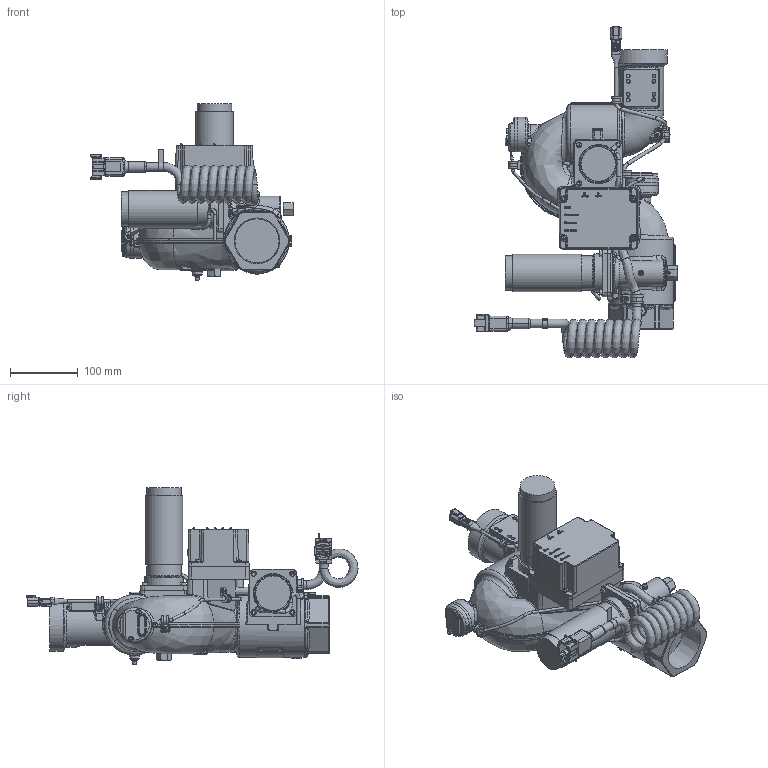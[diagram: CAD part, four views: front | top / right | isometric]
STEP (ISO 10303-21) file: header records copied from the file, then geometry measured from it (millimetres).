
FILE_DESCRIPTION (( 'STEP AP203' ), '1' );
FILE_NAME ('7100HDX2 (02007101HD).STEP', '2019-12-02T21:27:55', ( '' ), ( '' ), 'SwSTEP 2.0', 'SolidWorks 2019', '' );
FILE_SCHEMA (( 'CONFIG_CONTROL_DESIGN' ));
Length unit declared in the file: inch
Products named in the file (1): 7100HDX2 (02007101HD)
Bounding box: 300.43 x 490.11 x 260.6 mm (x, y, z)
Surface area: 519684.4 mm2 (no closed solid volume)
Topology: 0 solids, 123 shells, 1688 faces, 8324 edges, 6623 vertices
Faces by surface type: plane 635, cylinder 436, bspline 399, torus 97, cone 89, sphere 32
Full cylindrical faces by diameter (mm): 1.561 x4, 1.588 x2, 2.997 x6, 3.175 x4, 3.797 x1, 4.064 x7, 4.826 x2, 4.978 x4, 5.08 x10, 5.16 x4, 5.842 x2, 6.858 x7, 7.366 x1, 7.937 x4, 7.938 x6, 9.169 x4, 12.7 x2, 50.8 x5, 52.705 x2, 55.093 x2, 57.15 x2, 57.912 x2, 65.075 x1, 66.675 x1, 77.942 x1, 95.25 x2
Entity records: 123682 total; most frequent: CARTESIAN_POINT 64397, ORIENTED_EDGE 11250, DIRECTION 10468, EDGE_CURVE 8015, VERTEX_POINT 6526, LINE 4956, VECTOR 4956, AXIS2_PLACEMENT_3D 2756
